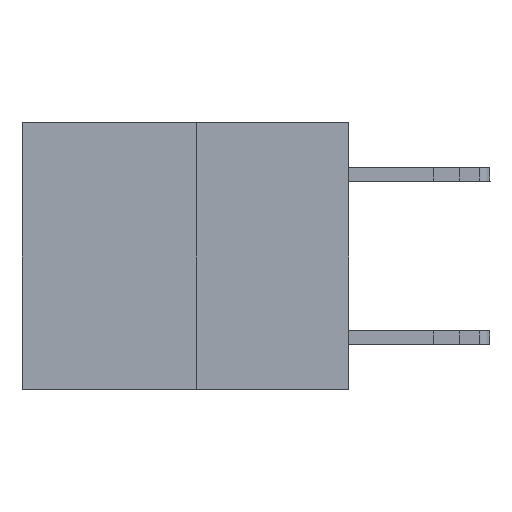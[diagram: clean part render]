
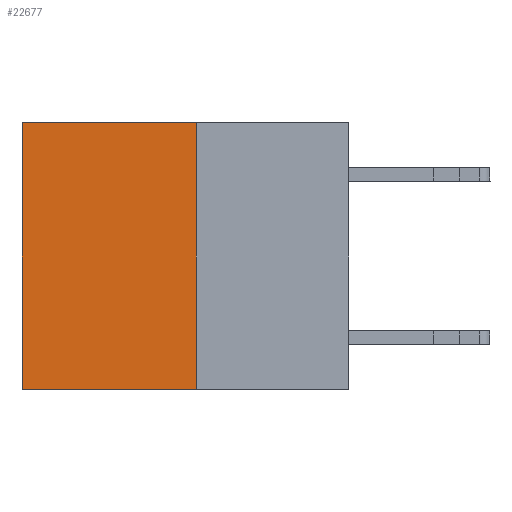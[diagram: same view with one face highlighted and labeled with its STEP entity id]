
A CAD part, left-side view. The second image highlights one B-rep face of the part: STEP entity #22677.
In plain terms, the highlighted planar face has unit normal (-1, 0, 0).
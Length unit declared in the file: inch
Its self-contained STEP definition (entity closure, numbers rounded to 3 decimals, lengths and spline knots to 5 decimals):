
#89 = AXIS2_PLACEMENT_3D ( 'NONE', #10441, #4823, #10764 ) ;
#96 = VERTEX_POINT ( 'NONE', #9319 ) ;
#2739 = VECTOR ( 'NONE', #20952, 39.37008 ) ;
#3612 = FACE_OUTER_BOUND ( 'NONE', #21457, .T. ) ;
#4804 = VECTOR ( 'NONE', #14159, 39.37008 ) ;
#4817 = VERTEX_POINT ( 'NONE', #10801 ) ;
#4823 = DIRECTION ( 'NONE',  ( 1., 0., 0. ) ) ;
#4866 = EDGE_CURVE ( 'NONE', #22042, #4817, #5499, .T. ) ;
#5499 = LINE ( 'NONE', #18597, #9880 ) ;
#5971 = LINE ( 'NONE', #13992, #4804 ) ;
#7134 = EDGE_CURVE ( 'NONE', #7178, #96, #5971, .T. ) ;
#7178 = VERTEX_POINT ( 'NONE', #16975 ) ;
#8509 = ORIENTED_EDGE ( 'NONE', *, *, #19160, .F. ) ;
#9319 = CARTESIAN_POINT ( 'NONE',  ( 0.3165, 0.28, -0.49 ) ) ;
#9880 = VECTOR ( 'NONE', #22873, 39.37008 ) ;
#10441 = CARTESIAN_POINT ( 'NONE',  ( 0.3165, 0.28, -0.49 ) ) ;
#10764 = DIRECTION ( 'NONE',  ( 0., 0., -1. ) ) ;
#10801 = CARTESIAN_POINT ( 'NONE',  ( 0.3165, 0.6, -0.49 ) ) ;
#11391 = CARTESIAN_POINT ( 'NONE',  ( 0.3165, 0.28, 0. ) ) ;
#13094 = CARTESIAN_POINT ( 'NONE',  ( 0.3165, 0.28, -0.49 ) ) ;
#13318 = ORIENTED_EDGE ( 'NONE', *, *, #4866, .T. ) ;
#13992 = CARTESIAN_POINT ( 'NONE',  ( 0.3165, 0.28, -0.49 ) ) ;
#14152 = LINE ( 'NONE', #11391, #2739 ) ;
#14159 = DIRECTION ( 'NONE',  ( 0., 0., -1. ) ) ;
#16975 = CARTESIAN_POINT ( 'NONE',  ( 0.3165, 0.28, 0. ) ) ;
#17020 = CARTESIAN_POINT ( 'NONE',  ( 0.3165, 0.6, 0. ) ) ;
#18597 = CARTESIAN_POINT ( 'NONE',  ( 0.3165, 0.6, -0.49 ) ) ;
#19160 = EDGE_CURVE ( 'NONE', #96, #4817, #23588, .T. ) ;
#19453 = VECTOR ( 'NONE', #22807, 39.37008 ) ;
#20101 = PLANE ( 'NONE',  #89 ) ;
#20262 = ORIENTED_EDGE ( 'NONE', *, *, #22548, .T. ) ;
#20952 = DIRECTION ( 'NONE',  ( 0., 1., 0. ) ) ;
#21457 = EDGE_LOOP ( 'NONE', ( #13318, #8509, #21740, #20262 ) ) ;
#21740 = ORIENTED_EDGE ( 'NONE', *, *, #7134, .F. ) ;
#22042 = VERTEX_POINT ( 'NONE', #17020 ) ;
#22548 = EDGE_CURVE ( 'NONE', #7178, #22042, #14152, .T. ) ;
#22677 = ADVANCED_FACE ( 'NONE', ( #3612 ), #20101, .F. ) ;
#22807 = DIRECTION ( 'NONE',  ( 0., 1., 0. ) ) ;
#22873 = DIRECTION ( 'NONE',  ( 0., 0., -1. ) ) ;
#23588 = LINE ( 'NONE', #13094, #19453 ) ;
